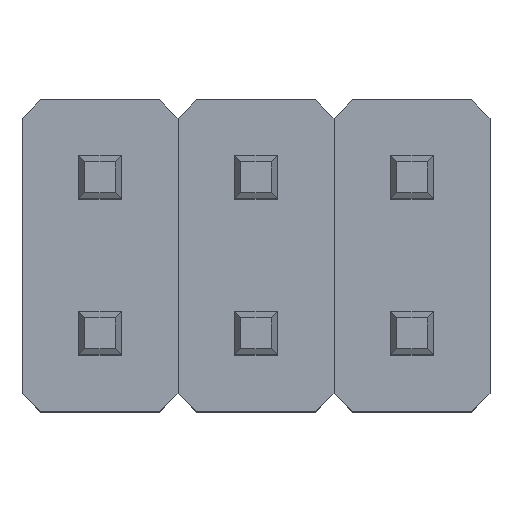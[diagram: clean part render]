
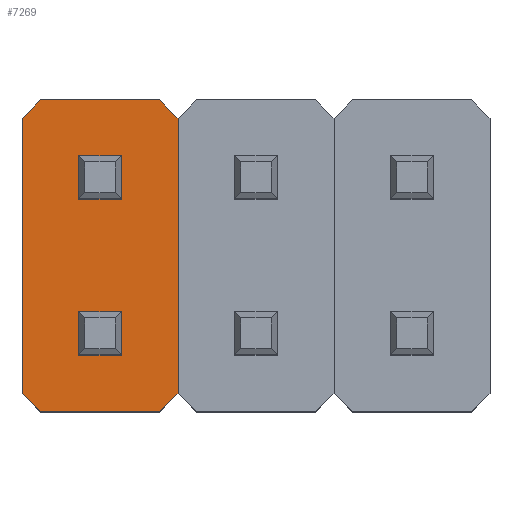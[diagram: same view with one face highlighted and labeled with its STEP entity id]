
A CAD part, top view. The second image highlights one B-rep face of the part: STEP entity #7269.
In plain terms, the highlighted free-form (B-spline) face has degree [1, 1] with [2, 2] control points.
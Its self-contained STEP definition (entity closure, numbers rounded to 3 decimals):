
#7010 = VERTEX_POINT('',#7011);
#7011 = CARTESIAN_POINT('',(-3.81,-2.24,5.5));
#7026 = VERTEX_POINT('',#7027);
#7027 = CARTESIAN_POINT('',(-3.51,-2.54,5.5));
#7032 = EDGE_CURVE('',#7010,#7026,#7033,.T.);
#7033 = B_SPLINE_CURVE_WITH_KNOTS('',1,(#7034,#7035),.UNSPECIFIED.,.F.,
  .F.,(2,2),(0.,0.424),.PIECEWISE_BEZIER_KNOTS.);
#7034 = CARTESIAN_POINT('',(-3.81,-2.24,5.5));
#7035 = CARTESIAN_POINT('',(-3.51,-2.54,5.5));
#7054 = VERTEX_POINT('',#7055);
#7055 = CARTESIAN_POINT('',(-1.57,-2.54,5.5));
#7060 = EDGE_CURVE('',#7026,#7054,#7061,.T.);
#7061 = B_SPLINE_CURVE_WITH_KNOTS('',1,(#7062,#7063),.UNSPECIFIED.,.F.,
  .F.,(2,2),(0.,1.94),.PIECEWISE_BEZIER_KNOTS.);
#7062 = CARTESIAN_POINT('',(-3.51,-2.54,5.5));
#7063 = CARTESIAN_POINT('',(-1.57,-2.54,5.5));
#7082 = VERTEX_POINT('',#7083);
#7083 = CARTESIAN_POINT('',(-1.27,-2.24,5.5));
#7088 = EDGE_CURVE('',#7054,#7082,#7089,.T.);
#7089 = B_SPLINE_CURVE_WITH_KNOTS('',1,(#7090,#7091),.UNSPECIFIED.,.F.,
  .F.,(2,2),(0.,0.424),.PIECEWISE_BEZIER_KNOTS.);
#7090 = CARTESIAN_POINT('',(-1.57,-2.54,5.5));
#7091 = CARTESIAN_POINT('',(-1.27,-2.24,5.5));
#7117 = VERTEX_POINT('',#7118);
#7118 = CARTESIAN_POINT('',(-1.27,2.24,5.5));
#7123 = EDGE_CURVE('',#7082,#7117,#7124,.T.);
#7124 = B_SPLINE_CURVE_WITH_KNOTS('',1,(#7125,#7126),.UNSPECIFIED.,.F.,
  .F.,(2,2),(-4.48,0.),.PIECEWISE_BEZIER_KNOTS.);
#7125 = CARTESIAN_POINT('',(-1.27,-2.24,5.5));
#7126 = CARTESIAN_POINT('',(-1.27,2.24,5.5));
#7158 = VERTEX_POINT('',#7159);
#7159 = CARTESIAN_POINT('',(-1.57,2.54,5.5));
#7164 = EDGE_CURVE('',#7117,#7158,#7165,.T.);
#7165 = B_SPLINE_CURVE_WITH_KNOTS('',1,(#7166,#7167),.UNSPECIFIED.,.F.,
  .F.,(2,2),(-0.424,0.),.PIECEWISE_BEZIER_KNOTS.);
#7166 = CARTESIAN_POINT('',(-1.27,2.24,5.5));
#7167 = CARTESIAN_POINT('',(-1.57,2.54,5.5));
#7186 = VERTEX_POINT('',#7187);
#7187 = CARTESIAN_POINT('',(-3.51,2.54,5.5));
#7192 = EDGE_CURVE('',#7158,#7186,#7193,.T.);
#7193 = B_SPLINE_CURVE_WITH_KNOTS('',1,(#7194,#7195),.UNSPECIFIED.,.F.,
  .F.,(2,2),(-1.94,-0.),.PIECEWISE_BEZIER_KNOTS.);
#7194 = CARTESIAN_POINT('',(-1.57,2.54,5.5));
#7195 = CARTESIAN_POINT('',(-3.51,2.54,5.5));
#7214 = VERTEX_POINT('',#7215);
#7215 = CARTESIAN_POINT('',(-3.81,2.24,5.5));
#7220 = EDGE_CURVE('',#7186,#7214,#7221,.T.);
#7221 = B_SPLINE_CURVE_WITH_KNOTS('',1,(#7222,#7223),.UNSPECIFIED.,.F.,
  .F.,(2,2),(-0.424,-0.),.PIECEWISE_BEZIER_KNOTS.);
#7222 = CARTESIAN_POINT('',(-3.51,2.54,5.5));
#7223 = CARTESIAN_POINT('',(-3.81,2.24,5.5));
#7260 = EDGE_CURVE('',#7214,#7010,#7261,.T.);
#7261 = B_SPLINE_CURVE_WITH_KNOTS('',1,(#7262,#7263),.UNSPECIFIED.,.F.,
  .F.,(2,2),(0.,4.48),.PIECEWISE_BEZIER_KNOTS.);
#7262 = CARTESIAN_POINT('',(-3.81,2.24,5.5));
#7263 = CARTESIAN_POINT('',(-3.81,-2.24,5.5));
#7269 = ADVANCED_FACE('',(#7270,#7300,#7330),#7340,.T.);
#7270 = FACE_BOUND('',#7271,.T.);
#7271 = EDGE_LOOP('',(#7272,#7281,#7288,#7295));
#7272 = ORIENTED_EDGE('',*,*,#7273,.F.);
#7273 = EDGE_CURVE('',#7274,#7276,#7278,.T.);
#7274 = VERTEX_POINT('',#7275);
#7275 = CARTESIAN_POINT('',(-2.19,-1.62,5.5));
#7276 = VERTEX_POINT('',#7277);
#7277 = CARTESIAN_POINT('',(-2.19,-0.92,5.5));
#7278 = B_SPLINE_CURVE_WITH_KNOTS('',1,(#7279,#7280),.UNSPECIFIED.,.F.,
  .F.,(2,2),(-2.89,-2.19),.PIECEWISE_BEZIER_KNOTS.);
#7279 = CARTESIAN_POINT('',(-2.19,-1.62,5.5));
#7280 = CARTESIAN_POINT('',(-2.19,-0.92,5.5));
#7281 = ORIENTED_EDGE('',*,*,#7282,.F.);
#7282 = EDGE_CURVE('',#7283,#7274,#7285,.T.);
#7283 = VERTEX_POINT('',#7284);
#7284 = CARTESIAN_POINT('',(-2.89,-1.62,5.5));
#7285 = B_SPLINE_CURVE_WITH_KNOTS('',1,(#7286,#7287),.UNSPECIFIED.,.F.,
  .F.,(2,2),(-0.35,0.35),.PIECEWISE_BEZIER_KNOTS.);
#7286 = CARTESIAN_POINT('',(-2.89,-1.62,5.5));
#7287 = CARTESIAN_POINT('',(-2.19,-1.62,5.5));
#7288 = ORIENTED_EDGE('',*,*,#7289,.F.);
#7289 = EDGE_CURVE('',#7290,#7283,#7292,.T.);
#7290 = VERTEX_POINT('',#7291);
#7291 = CARTESIAN_POINT('',(-2.89,-0.92,5.5));
#7292 = B_SPLINE_CURVE_WITH_KNOTS('',1,(#7293,#7294),.UNSPECIFIED.,.F.,
  .F.,(2,2),(2.19,2.89),.PIECEWISE_BEZIER_KNOTS.);
#7293 = CARTESIAN_POINT('',(-2.89,-0.92,5.5));
#7294 = CARTESIAN_POINT('',(-2.89,-1.62,5.5));
#7295 = ORIENTED_EDGE('',*,*,#7296,.F.);
#7296 = EDGE_CURVE('',#7276,#7290,#7297,.T.);
#7297 = B_SPLINE_CURVE_WITH_KNOTS('',1,(#7298,#7299),.UNSPECIFIED.,.F.,
  .F.,(2,2),(-0.35,0.35),.PIECEWISE_BEZIER_KNOTS.);
#7298 = CARTESIAN_POINT('',(-2.19,-0.92,5.5));
#7299 = CARTESIAN_POINT('',(-2.89,-0.92,5.5));
#7300 = FACE_BOUND('',#7301,.T.);
#7301 = EDGE_LOOP('',(#7302,#7311,#7318,#7325));
#7302 = ORIENTED_EDGE('',*,*,#7303,.F.);
#7303 = EDGE_CURVE('',#7304,#7306,#7308,.T.);
#7304 = VERTEX_POINT('',#7305);
#7305 = CARTESIAN_POINT('',(-2.19,0.92,5.5));
#7306 = VERTEX_POINT('',#7307);
#7307 = CARTESIAN_POINT('',(-2.19,1.62,5.5));
#7308 = B_SPLINE_CURVE_WITH_KNOTS('',1,(#7309,#7310),.UNSPECIFIED.,.F.,
  .F.,(2,2),(-0.35,0.35),.PIECEWISE_BEZIER_KNOTS.);
#7309 = CARTESIAN_POINT('',(-2.19,0.92,5.5));
#7310 = CARTESIAN_POINT('',(-2.19,1.62,5.5));
#7311 = ORIENTED_EDGE('',*,*,#7312,.F.);
#7312 = EDGE_CURVE('',#7313,#7304,#7315,.T.);
#7313 = VERTEX_POINT('',#7314);
#7314 = CARTESIAN_POINT('',(-2.89,0.92,5.5));
#7315 = B_SPLINE_CURVE_WITH_KNOTS('',1,(#7316,#7317),.UNSPECIFIED.,.F.,
  .F.,(2,2),(-0.35,0.35),.PIECEWISE_BEZIER_KNOTS.);
#7316 = CARTESIAN_POINT('',(-2.89,0.92,5.5));
#7317 = CARTESIAN_POINT('',(-2.19,0.92,5.5));
#7318 = ORIENTED_EDGE('',*,*,#7319,.F.);
#7319 = EDGE_CURVE('',#7320,#7313,#7322,.T.);
#7320 = VERTEX_POINT('',#7321);
#7321 = CARTESIAN_POINT('',(-2.89,1.62,5.5));
#7322 = B_SPLINE_CURVE_WITH_KNOTS('',1,(#7323,#7324),.UNSPECIFIED.,.F.,
  .F.,(2,2),(-0.35,0.35),.PIECEWISE_BEZIER_KNOTS.);
#7323 = CARTESIAN_POINT('',(-2.89,1.62,5.5));
#7324 = CARTESIAN_POINT('',(-2.89,0.92,5.5));
#7325 = ORIENTED_EDGE('',*,*,#7326,.F.);
#7326 = EDGE_CURVE('',#7306,#7320,#7327,.T.);
#7327 = B_SPLINE_CURVE_WITH_KNOTS('',1,(#7328,#7329),.UNSPECIFIED.,.F.,
  .F.,(2,2),(-0.35,0.35),.PIECEWISE_BEZIER_KNOTS.);
#7328 = CARTESIAN_POINT('',(-2.19,1.62,5.5));
#7329 = CARTESIAN_POINT('',(-2.89,1.62,5.5));
#7330 = FACE_BOUND('',#7331,.T.);
#7331 = EDGE_LOOP('',(#7332,#7333,#7334,#7335,#7336,#7337,#7338,#7339));
#7332 = ORIENTED_EDGE('',*,*,#7032,.T.);
#7333 = ORIENTED_EDGE('',*,*,#7060,.T.);
#7334 = ORIENTED_EDGE('',*,*,#7088,.T.);
#7335 = ORIENTED_EDGE('',*,*,#7123,.T.);
#7336 = ORIENTED_EDGE('',*,*,#7164,.T.);
#7337 = ORIENTED_EDGE('',*,*,#7192,.T.);
#7338 = ORIENTED_EDGE('',*,*,#7220,.T.);
#7339 = ORIENTED_EDGE('',*,*,#7260,.T.);
#7340 = B_SPLINE_SURFACE_WITH_KNOTS('',1,1,(
    (#7341,#7342)
    ,(#7343,#7344
    )),.UNSPECIFIED.,.F.,.F.,.F.,(2,2),(2,2),(-1.27,1.27),(-3.81,1.27),
  .PIECEWISE_BEZIER_KNOTS.);
#7341 = CARTESIAN_POINT('',(-3.81,-2.54,5.5));
#7342 = CARTESIAN_POINT('',(-3.81,2.54,5.5));
#7343 = CARTESIAN_POINT('',(-1.27,-2.54,5.5));
#7344 = CARTESIAN_POINT('',(-1.27,2.54,5.5));
